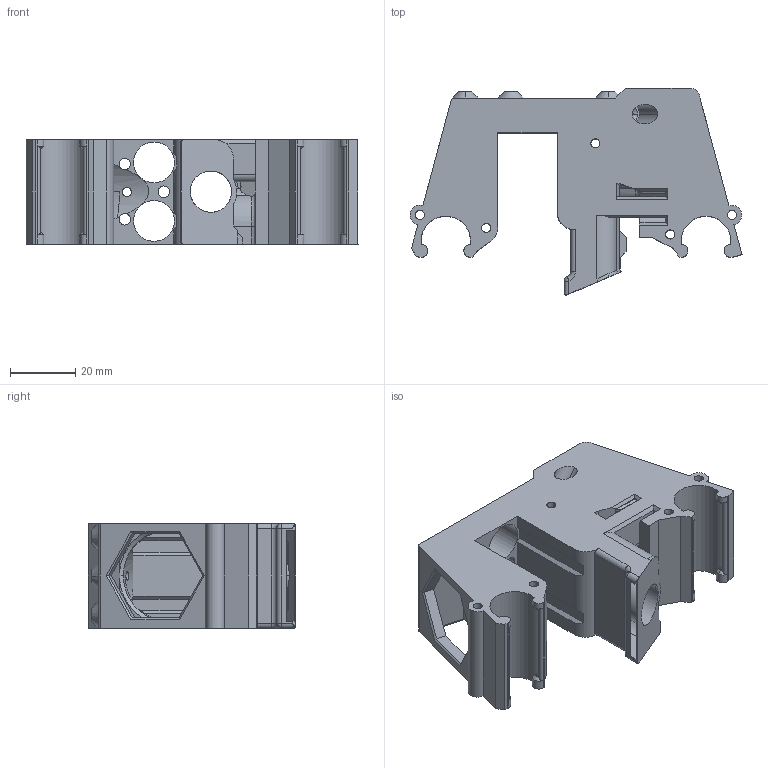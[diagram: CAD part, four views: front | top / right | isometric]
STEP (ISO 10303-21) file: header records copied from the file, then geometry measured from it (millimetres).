
FILE_DESCRIPTION((''),'2;1');
FILE_NAME('DAGOMA_CYCLOPS_VS_INDUTIF','2017-10-31T19:11:12',('ienienvador'),(''),'CREO PARAMETRIC BY PTC INC, 2017110','CREO PARAMETRIC BY PTC INC, 2017110','');
FILE_SCHEMA(('AUTOMOTIVE_DESIGN { 1 0 10303 214 1 1 1 1 }'));
Length unit declared in the file: millimetre
Products named in the file (1): DAGOMA_CYCLOPS_VS_INDUTIF
Bounding box: 102.07 x 63.72 x 32.2 mm (x, y, z)
Volume: 51832.3 mm3; surface area: 34570.7 mm2
Topology: 1 solids, 4 shells, 417 faces, 1229 edges, 834 vertices
Faces by surface type: plane 213, cylinder 140, cone 31, bspline 16, extrusion 12, torus 3, sphere 2
Entity records: 18762 total; most frequent: CARTESIAN_POINT 4759, ORIENTED_EDGE 2408, DIRECTION 2061, EDGE_CURVE 1204, VERTEX_POINT 784, VECTOR 745, LINE 733, AXIS2_PLACEMENT_3D 658
